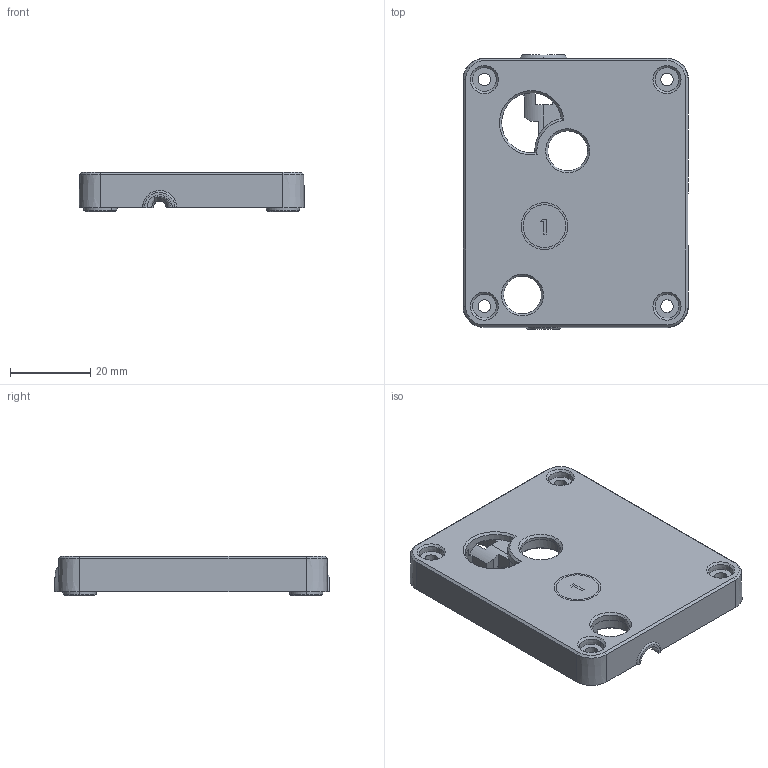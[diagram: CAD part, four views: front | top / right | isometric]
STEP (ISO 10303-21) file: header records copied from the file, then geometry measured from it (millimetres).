
FILE_DESCRIPTION (( 'STEP AP214' ), '1' );
FILE_NAME ('1480-B.STEP', '2017-02-17T11:08:27', ( '' ), ( '' ), 'SwSTEP 2.0', 'SolidWorks 2016', '' );
FILE_SCHEMA (( 'AUTOMOTIVE_DESIGN' ));
Length unit declared in the file: millimetre
Products named in the file (1): 1480-B
Bounding box: 56.44 x 68.55 x 9.75 mm (x, y, z)
Volume: 12759.2 mm3; surface area: 13645.2 mm2
Topology: 1 solids, 1 shells, 444 faces, 1249 edges, 818 vertices
Faces by surface type: plane 232, cone 129, cylinder 41, bspline 41, torus 1
Entity records: 17382 total; most frequent: CARTESIAN_POINT 6509, ORIENTED_EDGE 2490, DIRECTION 1968, EDGE_CURVE 1245, VERTEX_POINT 818, AXIS2_PLACEMENT_3D 667, VECTOR 634, LINE 634
